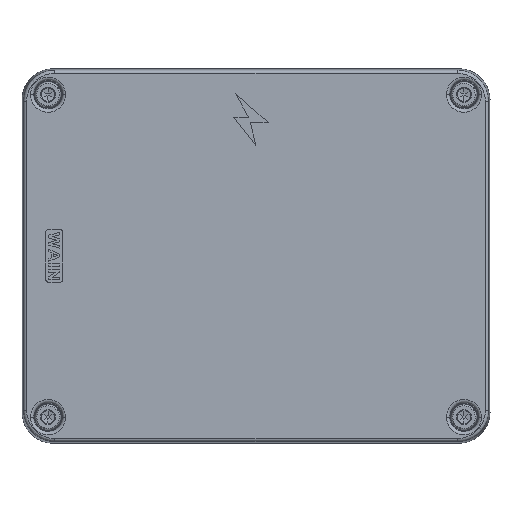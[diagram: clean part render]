
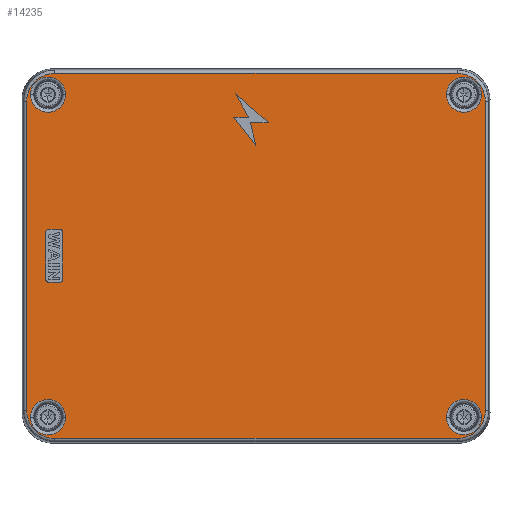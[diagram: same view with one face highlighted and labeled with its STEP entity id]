
A CAD part, top view. The second image highlights one B-rep face of the part: STEP entity #14235.
In plain terms, the highlighted planar face has unit normal (0, 0, 1).
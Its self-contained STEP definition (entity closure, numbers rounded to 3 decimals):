
#9795=CARTESIAN_POINT('',(141.75,8.25,19.8));
#9796=DIRECTION('',(0.,0.,-1.));
#9797=DIRECTION('',(1.,0.,0.));
#9798=AXIS2_PLACEMENT_3D('',#9795,#9796,#9797);
#9800=CARTESIAN_POINT('',(141.75,8.25,19.8));
#9801=DIRECTION('',(0.,0.,-1.));
#9802=DIRECTION('',(-1.,0.,0.));
#9803=AXIS2_PLACEMENT_3D('',#9800,#9801,#9802);
#9805=DIRECTION('',(1.,0.,0.));
#9806=VECTOR('',#9805,3.5);
#9807=CARTESIAN_POINT('',(8.5,68.5,19.8));
#9808=LINE('',#9807,#9806);
#9809=CARTESIAN_POINT('',(8.5,67.5,19.8));
#9810=DIRECTION('',(0.,0.,-1.));
#9811=DIRECTION('',(-1.,0.,0.));
#9812=AXIS2_PLACEMENT_3D('',#9809,#9810,#9811);
#9814=DIRECTION('',(0.,1.,0.));
#9815=VECTOR('',#9814,15.);
#9816=CARTESIAN_POINT('',(7.5,52.5,19.8));
#9817=LINE('',#9816,#9815);
#9818=CARTESIAN_POINT('',(8.5,52.5,19.8));
#9819=DIRECTION('',(0.,0.,-1.));
#9820=DIRECTION('',(0.,-1.,0.));
#9821=AXIS2_PLACEMENT_3D('',#9818,#9819,#9820);
#9823=DIRECTION('',(-1.,0.,0.));
#9824=VECTOR('',#9823,3.5);
#9825=CARTESIAN_POINT('',(12.,51.5,19.8));
#9826=LINE('',#9825,#9824);
#9827=CARTESIAN_POINT('',(12.,52.5,19.8));
#9828=DIRECTION('',(0.,0.,-1.));
#9829=DIRECTION('',(1.,0.,0.));
#9830=AXIS2_PLACEMENT_3D('',#9827,#9828,#9829);
#9832=DIRECTION('',(0.,-1.,0.));
#9833=VECTOR('',#9832,15.);
#9834=CARTESIAN_POINT('',(13.,67.5,19.8));
#9835=LINE('',#9834,#9833);
#9836=CARTESIAN_POINT('',(12.,67.5,19.8));
#9837=DIRECTION('',(0.,0.,-1.));
#9838=DIRECTION('',(0.,1.,0.));
#9839=AXIS2_PLACEMENT_3D('',#9836,#9837,#9838);
#9841=CARTESIAN_POINT('',(8.25,8.25,19.8));
#9842=DIRECTION('',(0.,0.,-1.));
#9843=DIRECTION('',(-1.,0.,0.));
#9844=AXIS2_PLACEMENT_3D('',#9841,#9842,#9843);
#9846=CARTESIAN_POINT('',(8.25,8.25,19.8));
#9847=DIRECTION('',(0.,0.,-1.));
#9848=DIRECTION('',(1.,0.,0.));
#9849=AXIS2_PLACEMENT_3D('',#9846,#9847,#9848);
#9851=CARTESIAN_POINT('',(8.25,111.75,19.8));
#9852=DIRECTION('',(0.,0.,-1.));
#9853=DIRECTION('',(1.,0.,0.));
#9854=AXIS2_PLACEMENT_3D('',#9851,#9852,#9853);
#9856=CARTESIAN_POINT('',(8.25,111.75,19.8));
#9857=DIRECTION('',(0.,0.,-1.));
#9858=DIRECTION('',(-1.,0.,0.));
#9859=AXIS2_PLACEMENT_3D('',#9856,#9857,#9858);
#9861=CARTESIAN_POINT('',(141.75,111.75,19.8));
#9862=DIRECTION('',(0.,0.,-1.));
#9863=DIRECTION('',(1.,0.,0.));
#9864=AXIS2_PLACEMENT_3D('',#9861,#9862,#9863);
#9866=CARTESIAN_POINT('',(141.75,111.75,19.8));
#9867=DIRECTION('',(0.,0.,-1.));
#9868=DIRECTION('',(-1.,0.,0.));
#9869=AXIS2_PLACEMENT_3D('',#9866,#9867,#9868);
#9871=CARTESIAN_POINT('',(10.393,109.607,19.8));
#9872=DIRECTION('',(0.,0.,1.));
#9873=DIRECTION('',(0.,1.,0.));
#9874=AXIS2_PLACEMENT_3D('',#9871,#9872,#9873);
#9876=CARTESIAN_POINT('',(139.607,109.607,19.8));
#9877=DIRECTION('',(0.,0.,1.));
#9878=DIRECTION('',(1.,0.,0.));
#9879=AXIS2_PLACEMENT_3D('',#9876,#9877,#9878);
#9881=CARTESIAN_POINT('',(139.607,10.393,19.8));
#9882=DIRECTION('',(0.,0.,1.));
#9883=DIRECTION('',(0.,-1.,0.));
#9884=AXIS2_PLACEMENT_3D('',#9881,#9882,#9883);
#9886=CARTESIAN_POINT('',(10.393,10.393,19.8));
#9887=DIRECTION('',(0.,0.,1.));
#9888=DIRECTION('',(-1.,0.,0.));
#9889=AXIS2_PLACEMENT_3D('',#9886,#9887,#9888);
#12412=DIRECTION('',(0.,-1.,0.));
#12413=VECTOR('',#12412,99.21);
#12414=CARTESIAN_POINT('',(148.602,109.605,19.8));
#12415=LINE('',#12414,#12413);
#12421=DIRECTION('',(1.,0.,0.));
#12422=VECTOR('',#12421,129.21);
#12423=CARTESIAN_POINT('',(10.395,118.602,19.8));
#12424=LINE('',#12423,#12422);
#12448=DIRECTION('',(0.,1.,0.));
#12449=VECTOR('',#12448,99.21);
#12450=CARTESIAN_POINT('',(1.398,10.395,19.8));
#12451=LINE('',#12450,#12449);
#12466=DIRECTION('',(-1.,0.,0.));
#12467=VECTOR('',#12466,129.21);
#12468=CARTESIAN_POINT('',(139.605,1.398,19.8));
#12469=LINE('',#12468,#12467);
#12794=CARTESIAN_POINT('',(7.5,52.5,19.8));
#12795=VERTEX_POINT('',#12794);
#12796=CARTESIAN_POINT('',(7.5,67.5,19.8));
#12797=VERTEX_POINT('',#12796);
#12798=CARTESIAN_POINT('',(8.5,51.5,19.8));
#12799=VERTEX_POINT('',#12798);
#12800=CARTESIAN_POINT('',(12.,51.5,19.8));
#12801=VERTEX_POINT('',#12800);
#12802=CARTESIAN_POINT('',(13.,52.5,19.8));
#12803=VERTEX_POINT('',#12802);
#12804=CARTESIAN_POINT('',(13.,67.5,19.8));
#12805=VERTEX_POINT('',#12804);
#12806=CARTESIAN_POINT('',(12.,68.5,19.8));
#12807=VERTEX_POINT('',#12806);
#12808=CARTESIAN_POINT('',(8.5,68.5,19.8));
#12809=VERTEX_POINT('',#12808);
#12820=CARTESIAN_POINT('',(136.11,111.75,19.8));
#12821=VERTEX_POINT('',#12820);
#12822=CARTESIAN_POINT('',(147.39,111.75,19.8));
#12823=VERTEX_POINT('',#12822);
#12836=CARTESIAN_POINT('',(2.61,111.75,19.8));
#12837=VERTEX_POINT('',#12836);
#12838=CARTESIAN_POINT('',(13.89,111.75,19.8));
#12839=VERTEX_POINT('',#12838);
#12852=CARTESIAN_POINT('',(2.61,8.25,19.8));
#12853=VERTEX_POINT('',#12852);
#12854=CARTESIAN_POINT('',(13.89,8.25,19.8));
#12855=VERTEX_POINT('',#12854);
#12859=CARTESIAN_POINT('',(148.602,109.605,19.8));
#12861=VERTEX_POINT('',#12859);
#12864=CARTESIAN_POINT('',(139.605,118.602,19.8));
#12865=VERTEX_POINT('',#12864);
#12866=CARTESIAN_POINT('',(148.602,10.395,19.8));
#12867=VERTEX_POINT('',#12866);
#12871=CARTESIAN_POINT('',(139.605,1.398,19.8));
#12873=VERTEX_POINT('',#12871);
#12875=CARTESIAN_POINT('',(10.395,1.398,19.8));
#12876=VERTEX_POINT('',#12875);
#12880=CARTESIAN_POINT('',(1.398,10.395,19.8));
#12882=VERTEX_POINT('',#12880);
#12884=CARTESIAN_POINT('',(1.398,109.605,19.8));
#12885=VERTEX_POINT('',#12884);
#12889=CARTESIAN_POINT('',(10.395,118.602,19.8));
#12891=VERTEX_POINT('',#12889);
#13360=CARTESIAN_POINT('',(147.39,8.25,19.8));
#13361=VERTEX_POINT('',#13360);
#13362=CARTESIAN_POINT('',(136.11,8.25,19.8));
#13363=VERTEX_POINT('',#13362);
#14178=CARTESIAN_POINT('',(75.,60.,19.8));
#14179=DIRECTION('',(0.,0.,-1.));
#14180=DIRECTION('',(1.,0.,0.));
#14181=AXIS2_PLACEMENT_3D('',#14178,#14179,#14180);
#14182=PLANE('',#14181);
#14184=ORIENTED_EDGE('',*,*,#14183,.F.);
#14186=ORIENTED_EDGE('',*,*,#14185,.T.);
#14188=ORIENTED_EDGE('',*,*,#14187,.F.);
#14190=ORIENTED_EDGE('',*,*,#14189,.T.);
#14192=ORIENTED_EDGE('',*,*,#14191,.F.);
#14194=ORIENTED_EDGE('',*,*,#14193,.T.);
#14196=ORIENTED_EDGE('',*,*,#14195,.F.);
#14198=ORIENTED_EDGE('',*,*,#14197,.T.);
#14199=EDGE_LOOP('',(#14184,#14186,#14188,#14190,#14192,#14194,#14196,#14198));
#14200=FACE_OUTER_BOUND('',#14199,.F.);
#14201=ORIENTED_EDGE('',*,*,#14158,.F.);
#14202=ORIENTED_EDGE('',*,*,#14171,.F.);
#14203=ORIENTED_EDGE('',*,*,#14073,.F.);
#14204=ORIENTED_EDGE('',*,*,#14088,.F.);
#14205=ORIENTED_EDGE('',*,*,#14102,.F.);
#14206=ORIENTED_EDGE('',*,*,#14116,.F.);
#14207=ORIENTED_EDGE('',*,*,#14130,.F.);
#14208=ORIENTED_EDGE('',*,*,#14144,.F.);
#14209=EDGE_LOOP('',(#14201,#14202,#14203,#14204,#14205,#14206,#14207,#14208));
#14210=FACE_BOUND('',#14209,.F.);
#14212=ORIENTED_EDGE('',*,*,#14211,.F.);
#14214=ORIENTED_EDGE('',*,*,#14213,.F.);
#14215=EDGE_LOOP('',(#14212,#14214));
#14216=FACE_BOUND('',#14215,.F.);
#14218=ORIENTED_EDGE('',*,*,#14217,.F.);
#14220=ORIENTED_EDGE('',*,*,#14219,.F.);
#14221=EDGE_LOOP('',(#14218,#14220));
#14222=FACE_BOUND('',#14221,.F.);
#14224=ORIENTED_EDGE('',*,*,#14223,.F.);
#14226=ORIENTED_EDGE('',*,*,#14225,.F.);
#14227=EDGE_LOOP('',(#14224,#14226));
#14228=FACE_BOUND('',#14227,.F.);
#14230=ORIENTED_EDGE('',*,*,#14229,.F.);
#14232=ORIENTED_EDGE('',*,*,#14231,.F.);
#14233=EDGE_LOOP('',(#14230,#14232));
#14234=FACE_BOUND('',#14233,.F.);
#14235=ADVANCED_FACE('',(#14200,#14210,#14216,#14222,#14228,#14234),#14182,.F.);
#9799=CIRCLE('',#9798,5.64);
#9804=CIRCLE('',#9803,5.64);
#9813=CIRCLE('',#9812,1.);
#9822=CIRCLE('',#9821,1.);
#9831=CIRCLE('',#9830,1.);
#9840=CIRCLE('',#9839,1.);
#9845=CIRCLE('',#9844,5.64);
#9850=CIRCLE('',#9849,5.64);
#9855=CIRCLE('',#9854,5.64);
#9860=CIRCLE('',#9859,5.64);
#9865=CIRCLE('',#9864,5.64);
#9870=CIRCLE('',#9869,5.64);
#9875=CIRCLE('',#9874,8.996);
#9880=CIRCLE('',#9879,8.996);
#9885=CIRCLE('',#9884,8.996);
#9890=CIRCLE('',#9889,8.996);
#14073=EDGE_CURVE('',#12795,#12797,#9817,.T.);
#14088=EDGE_CURVE('',#12799,#12795,#9822,.T.);
#14102=EDGE_CURVE('',#12801,#12799,#9826,.T.);
#14116=EDGE_CURVE('',#12803,#12801,#9831,.T.);
#14130=EDGE_CURVE('',#12805,#12803,#9835,.T.);
#14144=EDGE_CURVE('',#12807,#12805,#9840,.T.);
#14158=EDGE_CURVE('',#12809,#12807,#9808,.T.);
#14171=EDGE_CURVE('',#12797,#12809,#9813,.T.);
#14183=EDGE_CURVE('',#12891,#12885,#9875,.T.);
#14185=EDGE_CURVE('',#12891,#12865,#12424,.T.);
#14187=EDGE_CURVE('',#12861,#12865,#9880,.T.);
#14189=EDGE_CURVE('',#12861,#12867,#12415,.T.);
#14191=EDGE_CURVE('',#12873,#12867,#9885,.T.);
#14193=EDGE_CURVE('',#12873,#12876,#12469,.T.);
#14195=EDGE_CURVE('',#12882,#12876,#9890,.T.);
#14197=EDGE_CURVE('',#12882,#12885,#12451,.T.);
#14211=EDGE_CURVE('',#12853,#12855,#9845,.T.);
#14213=EDGE_CURVE('',#12855,#12853,#9850,.T.);
#14217=EDGE_CURVE('',#12839,#12837,#9855,.T.);
#14219=EDGE_CURVE('',#12837,#12839,#9860,.T.);
#14223=EDGE_CURVE('',#12823,#12821,#9865,.T.);
#14225=EDGE_CURVE('',#12821,#12823,#9870,.T.);
#14229=EDGE_CURVE('',#13361,#13363,#9799,.T.);
#14231=EDGE_CURVE('',#13363,#13361,#9804,.T.);
